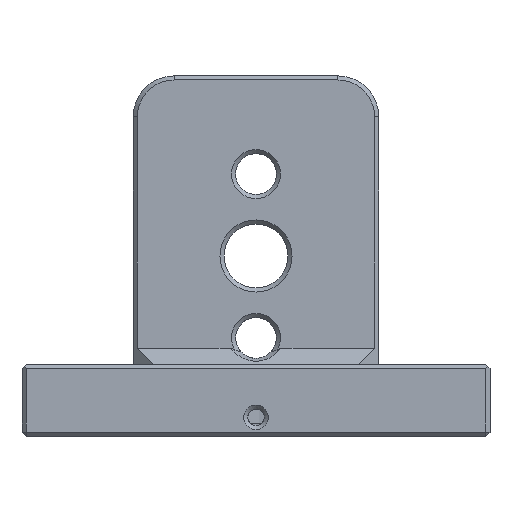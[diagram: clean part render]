
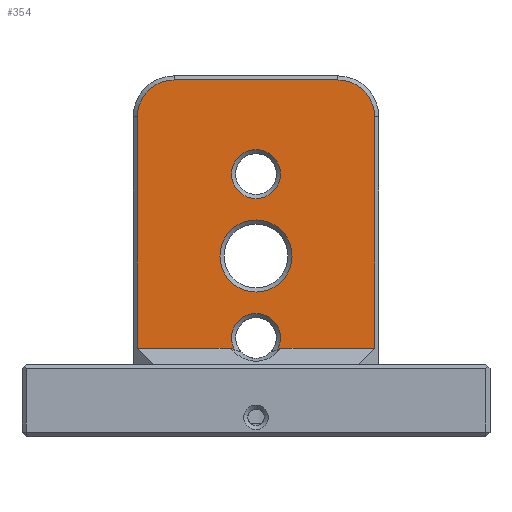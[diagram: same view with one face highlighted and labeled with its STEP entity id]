
A CAD part, front view. The second image highlights one B-rep face of the part: STEP entity #354.
In plain terms, the highlighted planar face has unit normal (0, -1, 0).
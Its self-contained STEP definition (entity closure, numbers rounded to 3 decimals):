
#354 = ADVANCED_FACE( '', ( #807, #808, #809 ), #810, .F. );
#807 = FACE_BOUND( '', #1355, .T. );
#808 = FACE_BOUND( '', #1356, .T. );
#809 = FACE_OUTER_BOUND( '', #1357, .T. );
#810 = PLANE( '', #1358 );
#1355 = EDGE_LOOP( '', ( #2326 ) );
#1356 = EDGE_LOOP( '', ( #2327 ) );
#1357 = EDGE_LOOP( '', ( #2328, #2329, #2330, #2331, #2332, #2333, #2334, #2335, #2336, #2337 ) );
#1358 = AXIS2_PLACEMENT_3D( '', #2338, #2339, #2340 );
#2326 = ORIENTED_EDGE( '', *, *, #3333, .T. );
#2327 = ORIENTED_EDGE( '', *, *, #3295, .T. );
#2328 = ORIENTED_EDGE( '', *, *, #3101, .T. );
#2329 = ORIENTED_EDGE( '', *, *, #3276, .T. );
#2330 = ORIENTED_EDGE( '', *, *, #3103, .T. );
#2331 = ORIENTED_EDGE( '', *, *, #3116, .T. );
#2332 = ORIENTED_EDGE( '', *, *, #3354, .T. );
#2333 = ORIENTED_EDGE( '', *, *, #3094, .T. );
#2334 = ORIENTED_EDGE( '', *, *, #3199, .T. );
#2335 = ORIENTED_EDGE( '', *, *, #3355, .T. );
#2336 = ORIENTED_EDGE( '', *, *, #3356, .T. );
#2337 = ORIENTED_EDGE( '', *, *, #3117, .T. );
#2338 = CARTESIAN_POINT( '', ( 0., 28.575, 0. ) );
#2339 = DIRECTION( '', ( 0., 1., 0. ) );
#2340 = DIRECTION( '', ( 0., 0., 1. ) );
#3094 = EDGE_CURVE( '', #3722, #3720, #3723, .F. );
#3101 = EDGE_CURVE( '', #3732, #3733, #3734, .T. );
#3103 = EDGE_CURVE( '', #3737, #3735, #3738, .T. );
#3116 = EDGE_CURVE( '', #3735, #3758, #3759, .T. );
#3117 = EDGE_CURVE( '', #3760, #3732, #3761, .T. );
#3199 = EDGE_CURVE( '', #3720, #3889, #3891, .T. );
#3276 = EDGE_CURVE( '', #3733, #3737, #4003, .T. );
#3295 = EDGE_CURVE( '', #4032, #4032, #4033, .T. );
#3333 = EDGE_CURVE( '', #4089, #4089, #4090, .T. );
#3354 = EDGE_CURVE( '', #3758, #3722, #4117, .T. );
#3355 = EDGE_CURVE( '', #3889, #4118, #4119, .F. );
#3356 = EDGE_CURVE( '', #4118, #3760, #4120, .T. );
#3720 = VERTEX_POINT( '', #4568 );
#3722 = VERTEX_POINT( '', #4571 );
#3723 = CIRCLE( '', #4572, 4.5 );
#3732 = VERTEX_POINT( '', #4582 );
#3733 = VERTEX_POINT( '', #4583 );
#3734 = B_SPLINE_CURVE_WITH_KNOTS( '', 2, ( #4584, #4585, #4586 ), .UNSPECIFIED., .F., .F., ( 3, 3 ), ( 0., 1. ), .UNSPECIFIED. );
#3735 = VERTEX_POINT( '', #4587 );
#3737 = VERTEX_POINT( '', #4597 );
#3738 = B_SPLINE_CURVE_WITH_KNOTS( '', 2, ( #4598, #4599, #4600 ), .UNSPECIFIED., .F., .F., ( 3, 3 ), ( 0., 1. ), .UNSPECIFIED. );
#3758 = VERTEX_POINT( '', #4657 );
#3759 = LINE( '', #4658, #4659 );
#3760 = VERTEX_POINT( '', #4660 );
#3761 = LINE( '', #4661, #4662 );
#3889 = VERTEX_POINT( '', #4865 );
#3891 = LINE( '', #4868, #4869 );
#4003 = CIRCLE( '', #5024, 2.988 );
#4032 = VERTEX_POINT( '', #5060 );
#4033 = CIRCLE( '', #5061, 4.403 );
#4089 = VERTEX_POINT( '', #5192 );
#4090 = CIRCLE( '', #5193, 2.988 );
#4117 = LINE( '', #5228, #5229 );
#4118 = VERTEX_POINT( '', #5230 );
#4119 = CIRCLE( '', #5231, 4.5 );
#4120 = LINE( '', #5232, #5233 );
#4568 = CARTESIAN_POINT( '', ( 10., 28.575, 43.5 ) );
#4571 = CARTESIAN_POINT( '', ( 14.5, 28.575, 39. ) );
#4572 = AXIS2_PLACEMENT_3D( '', #5618, #5619, #5620 );
#4582 = CARTESIAN_POINT( '', ( -3.04, 28.575, 10.75 ) );
#4583 = CARTESIAN_POINT( '', ( -2.566, 28.575, 10.469 ) );
#4584 = CARTESIAN_POINT( '', ( -3.039, 28.575, 10.75 ) );
#4585 = CARTESIAN_POINT( '', ( -2.804, 28.575, 10.598 ) );
#4586 = CARTESIAN_POINT( '', ( -2.566, 28.575, 10.469 ) );
#4587 = CARTESIAN_POINT( '', ( 3.04, 28.575, 10.75 ) );
#4597 = CARTESIAN_POINT( '', ( 2.566, 28.575, 10.469 ) );
#4598 = CARTESIAN_POINT( '', ( 2.566, 28.575, 10.469 ) );
#4599 = CARTESIAN_POINT( '', ( 2.804, 28.575, 10.598 ) );
#4600 = CARTESIAN_POINT( '', ( 3.039, 28.575, 10.75 ) );
#4657 = CARTESIAN_POINT( '', ( 14.5, 28.575, 10.75 ) );
#4658 = CARTESIAN_POINT( '', ( 0., 28.575, 10.75 ) );
#4659 = VECTOR( '', #5643, 1000. );
#4660 = CARTESIAN_POINT( '', ( -14.5, 28.575, 10.75 ) );
#4661 = CARTESIAN_POINT( '', ( 0., 28.575, 10.75 ) );
#4662 = VECTOR( '', #5644, 1000. );
#4865 = CARTESIAN_POINT( '', ( -10., 28.575, 43.5 ) );
#4868 = CARTESIAN_POINT( '', ( 0., 28.575, 43.5 ) );
#4869 = VECTOR( '', #5741, 1000. );
#5024 = AXIS2_PLACEMENT_3D( '', #5834, #5835, #5836 );
#5060 = CARTESIAN_POINT( '', ( 0., 28.575, 26.403 ) );
#5061 = AXIS2_PLACEMENT_3D( '', #5865, #5866, #5867 );
#5192 = CARTESIAN_POINT( '', ( 0., 28.575, 34.988 ) );
#5193 = AXIS2_PLACEMENT_3D( '', #5920, #5921, #5922 );
#5228 = CARTESIAN_POINT( '', ( 14.5, 28.575, 0. ) );
#5229 = VECTOR( '', #5946, 1000. );
#5230 = CARTESIAN_POINT( '', ( -14.5, 28.575, 39. ) );
#5231 = AXIS2_PLACEMENT_3D( '', #5947, #5948, #5949 );
#5232 = CARTESIAN_POINT( '', ( -14.5, 28.575, 0. ) );
#5233 = VECTOR( '', #5950, 1000. );
#5618 = CARTESIAN_POINT( '', ( 10., 28.575, 39. ) );
#5619 = DIRECTION( '', ( 0., 1., 0. ) );
#5620 = DIRECTION( '', ( 0., 0., 1. ) );
#5643 = DIRECTION( '', ( 1., 0., 0. ) );
#5644 = DIRECTION( '', ( 1., 0., 0. ) );
#5741 = DIRECTION( '', ( -1., 0., 0. ) );
#5834 = CARTESIAN_POINT( '', ( 0., 28.575, 12. ) );
#5835 = DIRECTION( '', ( 0., 1., 0. ) );
#5836 = DIRECTION( '', ( 0., 0., 1. ) );
#5865 = CARTESIAN_POINT( '', ( 0., 28.575, 22. ) );
#5866 = DIRECTION( '', ( 0., 1., 0. ) );
#5867 = DIRECTION( '', ( 0., 0., 1. ) );
#5920 = CARTESIAN_POINT( '', ( 0., 28.575, 32. ) );
#5921 = DIRECTION( '', ( 0., 1., 0. ) );
#5922 = DIRECTION( '', ( 0., 0., 1. ) );
#5946 = DIRECTION( '', ( 0., 0., 1. ) );
#5947 = CARTESIAN_POINT( '', ( -10., 28.575, 39. ) );
#5948 = DIRECTION( '', ( 0., 1., 0. ) );
#5949 = DIRECTION( '', ( 0., 0., 1. ) );
#5950 = DIRECTION( '', ( 0., 0., -1. ) );
